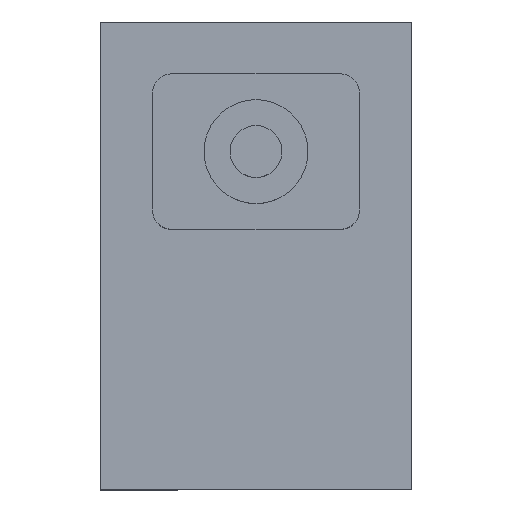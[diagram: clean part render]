
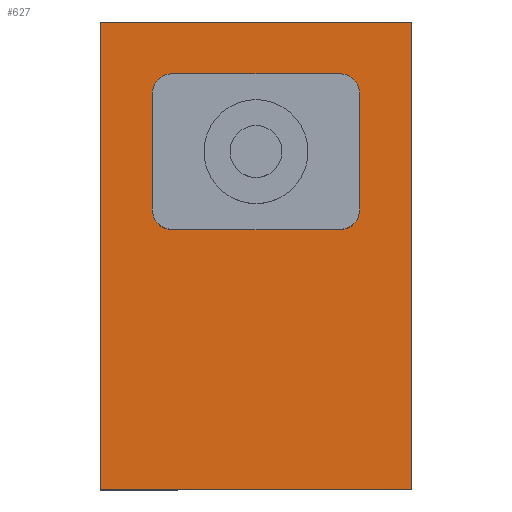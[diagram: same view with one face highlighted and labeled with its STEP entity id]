
A CAD part, top view. The second image highlights one B-rep face of the part: STEP entity #627.
In plain terms, the highlighted planar face has unit normal (0, 0, 1).
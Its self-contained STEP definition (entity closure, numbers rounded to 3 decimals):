
#3 = EDGE_CURVE ( 'NONE', #316, #951, #872, .T. ) ;
#4 = CIRCLE ( 'NONE', #587, 2. ) ;
#11 = VERTEX_POINT ( 'NONE', #474 ) ;
#12 = ORIENTED_EDGE ( 'NONE', *, *, #848, .F. ) ;
#13 = LINE ( 'NONE', #254, #26 ) ;
#14 = EDGE_CURVE ( 'NONE', #307, #951, #262, .T. ) ;
#21 = DIRECTION ( 'NONE',  ( 1., 0., 0. ) ) ;
#26 = VECTOR ( 'NONE', #21, 1000. ) ;
#33 = PLANE ( 'NONE',  #701 ) ;
#35 = DIRECTION ( 'NONE',  ( 0., -1., 0. ) ) ;
#61 = VERTEX_POINT ( 'NONE', #841 ) ;
#68 = VERTEX_POINT ( 'NONE', #182 ) ;
#78 = ORIENTED_EDGE ( 'NONE', *, *, #717, .T. ) ;
#101 = DIRECTION ( 'NONE',  ( 1., 0., 0. ) ) ;
#104 = CARTESIAN_POINT ( 'NONE',  ( -30., 0., 15. ) ) ;
#105 = CIRCLE ( 'NONE', #691, 2. ) ;
#120 = ORIENTED_EDGE ( 'NONE', *, *, #761, .F. ) ;
#122 = LINE ( 'NONE', #650, #203 ) ;
#138 = ORIENTED_EDGE ( 'NONE', *, *, #319, .T. ) ;
#151 = DIRECTION ( 'NONE',  ( 0., 1., 0. ) ) ;
#166 = ORIENTED_EDGE ( 'NONE', *, *, #527, .T. ) ;
#178 = EDGE_CURVE ( 'NONE', #673, #825, #122, .T. ) ;
#182 = CARTESIAN_POINT ( 'NONE',  ( -5., 38., 15. ) ) ;
#203 = VECTOR ( 'NONE', #659, 1000. ) ;
#213 = CARTESIAN_POINT ( 'NONE',  ( -7., 27., 15. ) ) ;
#225 = VERTEX_POINT ( 'NONE', #429 ) ;
#247 = EDGE_LOOP ( 'NONE', ( #138, #78, #570, #960 ) ) ;
#254 = CARTESIAN_POINT ( 'NONE',  ( -25., 25., 15. ) ) ;
#256 = DIRECTION ( 'NONE',  ( 0., 0., 1. ) ) ;
#259 = CARTESIAN_POINT ( 'NONE',  ( -30., 45., 15. ) ) ;
#262 = LINE ( 'NONE', #621, #296 ) ;
#276 = DIRECTION ( 'NONE',  ( 1., 0., 0. ) ) ;
#296 = VECTOR ( 'NONE', #398, 1000. ) ;
#301 = VERTEX_POINT ( 'NONE', #309 ) ;
#307 = VERTEX_POINT ( 'NONE', #381 ) ;
#309 = CARTESIAN_POINT ( 'NONE',  ( -7., 25., 15. ) ) ;
#316 = VERTEX_POINT ( 'NONE', #596 ) ;
#319 = EDGE_CURVE ( 'NONE', #801, #61, #738, .T. ) ;
#339 = LINE ( 'NONE', #629, #455 ) ;
#344 = DIRECTION ( 'NONE',  ( -1., 0., 0. ) ) ;
#348 = ORIENTED_EDGE ( 'NONE', *, *, #390, .T. ) ;
#381 = CARTESIAN_POINT ( 'NONE',  ( -7., 40., 15. ) ) ;
#382 = ORIENTED_EDGE ( 'NONE', *, *, #817, .T. ) ;
#384 = CARTESIAN_POINT ( 'NONE',  ( -7., 38., 15. ) ) ;
#390 = EDGE_CURVE ( 'NONE', #683, #301, #657, .T. ) ;
#396 = DIRECTION ( 'NONE',  ( 0., 0., -1. ) ) ;
#398 = DIRECTION ( 'NONE',  ( -1., 0., 0. ) ) ;
#403 = FACE_BOUND ( 'NONE', #891, .T. ) ;
#408 = DIRECTION ( 'NONE',  ( 1., 0., 0. ) ) ;
#429 = CARTESIAN_POINT ( 'NONE',  ( -23., 25., 15. ) ) ;
#448 = CARTESIAN_POINT ( 'NONE',  ( -23., 40., 15. ) ) ;
#455 = VECTOR ( 'NONE', #35, 1000. ) ;
#465 = CARTESIAN_POINT ( 'NONE',  ( 0., 0., 15. ) ) ;
#468 = DIRECTION ( 'NONE',  ( 0., 1., 0. ) ) ;
#474 = CARTESIAN_POINT ( 'NONE',  ( -25., 27., 15. ) ) ;
#477 = CARTESIAN_POINT ( 'NONE',  ( -5., 27., 15. ) ) ;
#490 = CARTESIAN_POINT ( 'NONE',  ( -23., 38., 15. ) ) ;
#500 = EDGE_CURVE ( 'NONE', #825, #801, #764, .T. ) ;
#509 = ORIENTED_EDGE ( 'NONE', *, *, #3, .T. ) ;
#527 = EDGE_CURVE ( 'NONE', #225, #11, #4, .T. ) ;
#557 = LINE ( 'NONE', #928, #924 ) ;
#560 = DIRECTION ( 'NONE',  ( 0., 0., -1. ) ) ;
#570 = ORIENTED_EDGE ( 'NONE', *, *, #178, .T. ) ;
#587 = AXIS2_PLACEMENT_3D ( 'NONE', #866, #699, #933 ) ;
#596 = CARTESIAN_POINT ( 'NONE',  ( -25., 38., 15. ) ) ;
#602 = CARTESIAN_POINT ( 'NONE',  ( 0., 0., 15. ) ) ;
#617 = AXIS2_PLACEMENT_3D ( 'NONE', #490, #560, #779 ) ;
#621 = CARTESIAN_POINT ( 'NONE',  ( -25., 40., 15. ) ) ;
#627 = ADVANCED_FACE ( 'NONE', ( #403, #695 ), #33, .T. ) ;
#629 = CARTESIAN_POINT ( 'NONE',  ( -25., 40., 15. ) ) ;
#650 = CARTESIAN_POINT ( 'NONE',  ( -30., 0., 15. ) ) ;
#657 = CIRCLE ( 'NONE', #733, 2. ) ;
#659 = DIRECTION ( 'NONE',  ( 0., -1., 0. ) ) ;
#673 = VERTEX_POINT ( 'NONE', #259 ) ;
#681 = DIRECTION ( 'NONE',  ( 1., 0., 0. ) ) ;
#683 = VERTEX_POINT ( 'NONE', #477 ) ;
#691 = AXIS2_PLACEMENT_3D ( 'NONE', #384, #396, #681 ) ;
#695 = FACE_OUTER_BOUND ( 'NONE', #247, .T. ) ;
#698 = EDGE_CURVE ( 'NONE', #316, #11, #339, .T. ) ;
#699 = DIRECTION ( 'NONE',  ( 0., 0., -1. ) ) ;
#701 = AXIS2_PLACEMENT_3D ( 'NONE', #925, #256, #408 ) ;
#717 = EDGE_CURVE ( 'NONE', #61, #673, #557, .T. ) ;
#718 = DIRECTION ( 'NONE',  ( 0., 0., -1. ) ) ;
#733 = AXIS2_PLACEMENT_3D ( 'NONE', #213, #718, #276 ) ;
#738 = LINE ( 'NONE', #602, #909 ) ;
#759 = LINE ( 'NONE', #911, #878 ) ;
#761 = EDGE_CURVE ( 'NONE', #683, #68, #759, .T. ) ;
#764 = LINE ( 'NONE', #854, #887 ) ;
#779 = DIRECTION ( 'NONE',  ( 1., 0., 0. ) ) ;
#794 = ORIENTED_EDGE ( 'NONE', *, *, #698, .F. ) ;
#801 = VERTEX_POINT ( 'NONE', #465 ) ;
#817 = EDGE_CURVE ( 'NONE', #307, #68, #105, .T. ) ;
#825 = VERTEX_POINT ( 'NONE', #104 ) ;
#841 = CARTESIAN_POINT ( 'NONE',  ( 0., 45., 15. ) ) ;
#848 = EDGE_CURVE ( 'NONE', #225, #301, #13, .T. ) ;
#854 = CARTESIAN_POINT ( 'NONE',  ( 0., 0., 15. ) ) ;
#860 = ORIENTED_EDGE ( 'NONE', *, *, #14, .F. ) ;
#866 = CARTESIAN_POINT ( 'NONE',  ( -23., 27., 15. ) ) ;
#872 = CIRCLE ( 'NONE', #617, 2. ) ;
#878 = VECTOR ( 'NONE', #468, 1000. ) ;
#887 = VECTOR ( 'NONE', #101, 1000. ) ;
#891 = EDGE_LOOP ( 'NONE', ( #794, #509, #860, #382, #120, #348, #12, #166 ) ) ;
#909 = VECTOR ( 'NONE', #151, 1000. ) ;
#911 = CARTESIAN_POINT ( 'NONE',  ( -5., 40., 15. ) ) ;
#924 = VECTOR ( 'NONE', #344, 1000. ) ;
#925 = CARTESIAN_POINT ( 'NONE',  ( 0., 0., 15. ) ) ;
#928 = CARTESIAN_POINT ( 'NONE',  ( 0., 45., 15. ) ) ;
#933 = DIRECTION ( 'NONE',  ( 1., 0., 0. ) ) ;
#951 = VERTEX_POINT ( 'NONE', #448 ) ;
#960 = ORIENTED_EDGE ( 'NONE', *, *, #500, .T. ) ;
